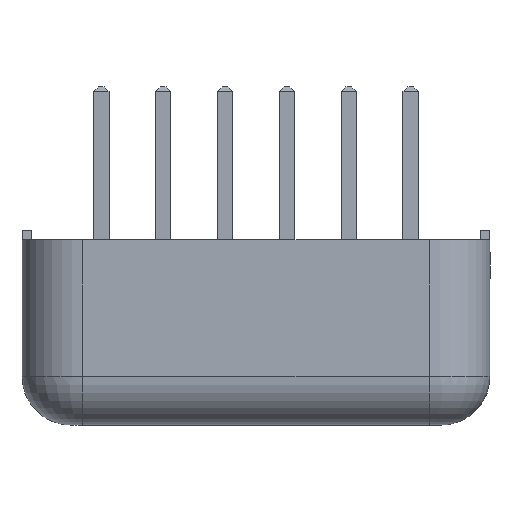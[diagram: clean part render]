
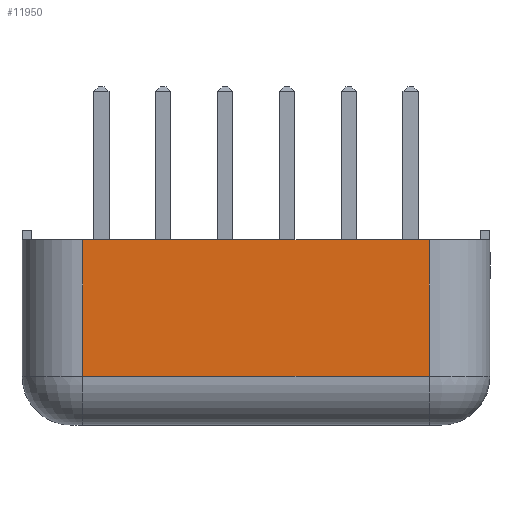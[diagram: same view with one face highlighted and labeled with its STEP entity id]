
A CAD part, left-side view. The second image highlights one B-rep face of the part: STEP entity #11950.
In plain terms, the highlighted planar face has unit normal (-1, 0, 0).
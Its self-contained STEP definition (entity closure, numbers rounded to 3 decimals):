
#125=PLANE('',#12709);
#865=VECTOR('',#13564,1.);
#867=VECTOR('',#13570,1.);
#890=VECTOR('',#13612,1.);
#891=VECTOR('',#13614,1.);
#2264=LINE('',#16147,#865);
#2266=LINE('',#16153,#867);
#2289=LINE('',#16209,#890);
#2290=LINE('',#16211,#891);
#3669=VERTEX_POINT('',#16132);
#3674=VERTEX_POINT('',#16145);
#3677=VERTEX_POINT('',#16152);
#3699=VERTEX_POINT('',#16208);
#4874=EDGE_CURVE('',#3674,#3669,#2264,.T.);
#4877=EDGE_CURVE('',#3677,#3674,#2266,.T.);
#4909=EDGE_CURVE('',#3669,#3699,#2289,.T.);
#4910=EDGE_CURVE('',#3677,#3699,#2290,.T.);
#6684=ORIENTED_EDGE('',*,*,#4910,.T.);
#6685=ORIENTED_EDGE('',*,*,#4909,.F.);
#6686=ORIENTED_EDGE('',*,*,#4874,.F.);
#6687=ORIENTED_EDGE('',*,*,#4877,.F.);
#10126=EDGE_LOOP('',(#6684,#6685,#6686,#6687));
#11038=FACE_BOUND('',#10126,.T.);
#11950=ADVANCED_FACE('',(#11038),#125,.T.);
#12709=AXIS2_PLACEMENT_3D('',#16210,#13613,$);
#13564=DIRECTION('',(0.,1.,0.));
#13570=DIRECTION('',(0.,0.,-1.));
#13612=DIRECTION('',(0.,0.,1.));
#13613=DIRECTION('',(-1.,0.,0.));
#13614=DIRECTION('',(0.,1.,0.));
#16132=CARTESIAN_POINT('',(-13.7,7.1,-1.875));
#16145=CARTESIAN_POINT('',(-13.7,-7.1,-1.875));
#16147=CARTESIAN_POINT('',(-13.7,0.,-1.875));
#16152=CARTESIAN_POINT('',(-13.7,-7.1,3.725));
#16153=CARTESIAN_POINT('',(-13.7,-7.1,-3.875));
#16208=CARTESIAN_POINT('',(-13.7,7.1,3.725));
#16209=CARTESIAN_POINT('',(-13.7,7.1,-3.875));
#16210=CARTESIAN_POINT('',(-13.7,0.,-3.875));
#16211=CARTESIAN_POINT('',(-13.7,-12.4,3.725));
